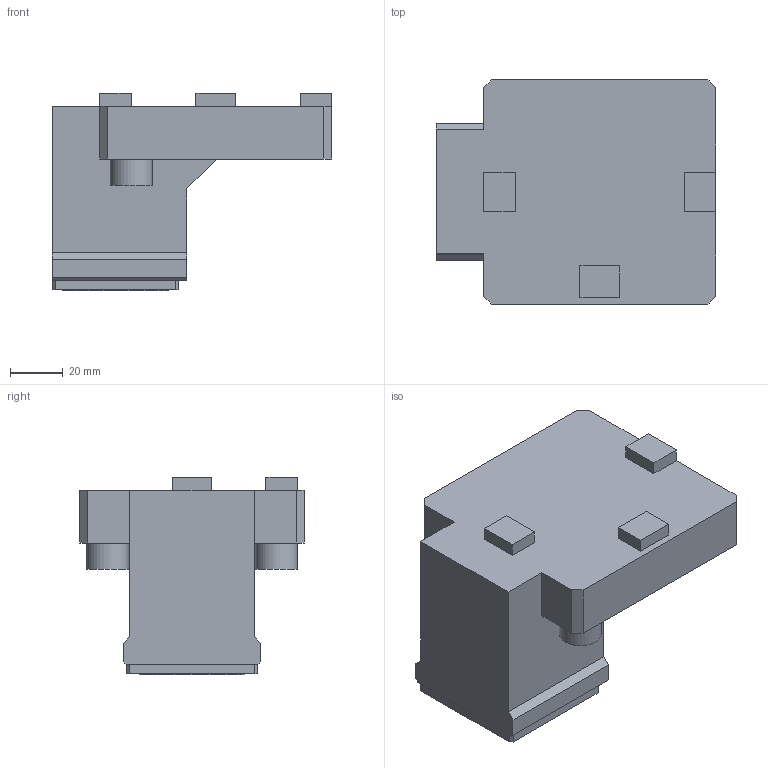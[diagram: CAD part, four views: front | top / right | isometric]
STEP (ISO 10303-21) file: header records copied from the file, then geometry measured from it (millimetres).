
FILE_DESCRIPTION(/* description */ (''),/* implementation_level */ '2;1');
FILE_NAME(/* name */ '1525412029768.stp',/* time_stamp */ '2018-05-04T11:04:09+06:00',/* author */ (''),/* organization */ ('SMS'),/* preprocessor_version */ 'ST-DEVELOPER v15',/* originating_system */ 'SIEMENS PLM Software NX 8.5',/* authorisation */ '');
FILE_SCHEMA (('AUTOMOTIVE_DESIGN { 1 0 10303 214 3 1 1 1 }'));
Length unit declared in the file: millimetre
Products named in the file (1): 201599019mod000_00
Bounding box: 106 x 85 x 75 mm (x, y, z)
Volume: 283007.6 mm3; surface area: 37964.4 mm2
Topology: 1 solids, 1 shells, 63 faces, 157 edges, 108 vertices
Faces by surface type: plane 52, cone 6, cylinder 5
Full cylindrical faces by diameter (mm): 2.5 x1, 16 x2, 31.236 x1, 40 x1
Entity records: 1950 total; most frequent: CARTESIAN_POINT 382, DIRECTION 305, ORIENTED_EDGE 302, EDGE_CURVE 151, LINE 129, VECTOR 129, VERTEX_POINT 104, AXIS2_PLACEMENT_3D 88
